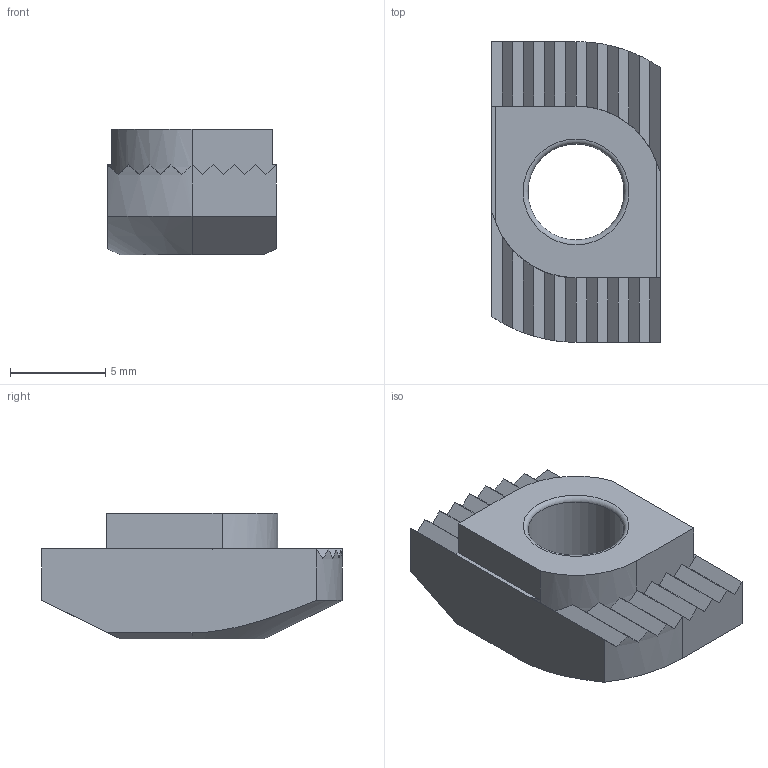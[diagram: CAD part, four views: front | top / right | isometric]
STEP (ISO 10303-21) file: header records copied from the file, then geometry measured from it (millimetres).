
FILE_DESCRIPTION(/* description */ (''),/* implementation_level */ '2;1');
FILE_NAME(/* name */ 'T_Slot_Nut_Dropin_3030 m6 v3.step',/* time_stamp */ '2020-06-09T23:11:25+01:00',/* author */ (''),/* organization */ (''),/* preprocessor_version */ 'ST-DEVELOPER v18.1',/* originating_system */ 'Autodesk Translation Framework v9.3.0.1241',/* authorisation */ '');
FILE_SCHEMA (('AUTOMOTIVE_DESIGN { 1 0 10303 214 3 1 1 }'));
Length unit declared in the file: millimetre
Products named in the file (1): T_Slot_Nut_Dropin_3030 m6
Bounding box: 8.85 x 15.75 x 6.6 mm (x, y, z)
Volume: 542.1 mm3; surface area: 589.3 mm2
Topology: 1 solids, 1 shells, 58 faces, 156 edges, 100 vertices
Faces by surface type: plane 50, cylinder 5, cone 2, torus 1
Full cylindrical faces by diameter (mm): 5.035 x1
Entity records: 1849 total; most frequent: CARTESIAN_POINT 319, DIRECTION 315, ORIENTED_EDGE 312, EDGE_CURVE 156, LINE 111, VECTOR 111, AXIS2_PLACEMENT_3D 102, VERTEX_POINT 100
